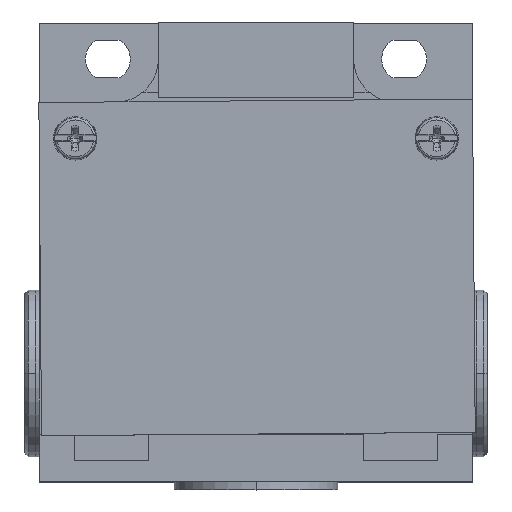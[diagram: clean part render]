
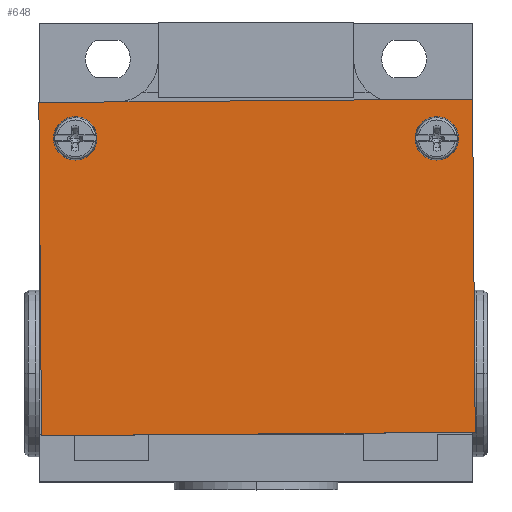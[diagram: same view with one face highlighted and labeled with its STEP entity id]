
A CAD part, top view. The second image highlights one B-rep face of the part: STEP entity #648.
In plain terms, the highlighted planar face has unit normal (0, 0, 1).
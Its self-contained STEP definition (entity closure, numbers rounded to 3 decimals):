
#648=ADVANCED_FACE('',(#1898,#1899,#1900),#1901,.T.);
#1898=FACE_OUTER_BOUND('',#3398,.T.);
#1899=FACE_BOUND('',#3399,.T.);
#1900=FACE_BOUND('',#3400,.T.);
#1901=PLANE('',#3401);
#3398=EDGE_LOOP('',(#8058,#8059,#8060,#8061));
#3399=EDGE_LOOP('',(#8062,#8063));
#3400=EDGE_LOOP('',(#8064,#8065));
#3401=AXIS2_PLACEMENT_3D('',#8066,#8067,#8068);
#8058=ORIENTED_EDGE('',*,*,#10316,.T.);
#8059=ORIENTED_EDGE('',*,*,#10314,.T.);
#8060=ORIENTED_EDGE('',*,*,#10312,.T.);
#8061=ORIENTED_EDGE('',*,*,#10310,.T.);
#8062=ORIENTED_EDGE('',*,*,#10317,.F.);
#8063=ORIENTED_EDGE('',*,*,#10318,.F.);
#8064=ORIENTED_EDGE('',*,*,#10319,.F.);
#8065=ORIENTED_EDGE('',*,*,#10320,.F.);
#8066=CARTESIAN_POINT('',(0.327,-25.149,27.8));
#8067=DIRECTION('',(0.0,-0.0,1.0));
#8068=DIRECTION('',(1.,0.008,0.0));
#10310=EDGE_CURVE('',#12930,#12928,#12931,.T.);
#10312=EDGE_CURVE('',#12933,#12930,#12934,.T.);
#10314=EDGE_CURVE('',#12936,#12933,#12937,.T.);
#10316=EDGE_CURVE('',#12928,#12936,#12939,.T.);
#10317=EDGE_CURVE('',#12940,#12941,#12942,.T.);
#10318=EDGE_CURVE('',#12941,#12940,#12943,.T.);
#10319=EDGE_CURVE('',#12944,#12945,#12946,.T.);
#10320=EDGE_CURVE('',#12945,#12944,#12947,.T.);
#12928=VERTEX_POINT('',#17011);
#12930=VERTEX_POINT('',#17014);
#12931=LINE('',#17015,#17016);
#12933=VERTEX_POINT('',#17019);
#12934=LINE('',#17020,#17021);
#12936=VERTEX_POINT('',#17024);
#12937=LINE('',#17025,#17026);
#12939=LINE('',#17029,#17030);
#12940=VERTEX_POINT('',#17031);
#12941=VERTEX_POINT('',#17032);
#12942=CIRCLE('',#17033,1.6);
#12943=CIRCLE('',#17034,1.6);
#12944=VERTEX_POINT('',#17035);
#12945=VERTEX_POINT('',#17036);
#12946=CIRCLE('',#17037,1.6);
#12947=CIRCLE('',#17038,1.6);
#17011=CARTESIAN_POINT('',(-29.672,-25.389,27.8));
#17014=CARTESIAN_POINT('',(-30.041,20.71,27.8));
#17015=CARTESIAN_POINT('',(-30.041,20.71,27.8));
#17016=VECTOR('',#20120,46.1);
#17019=CARTESIAN_POINT('',(29.957,21.19,27.8));
#17020=CARTESIAN_POINT('',(29.957,21.19,27.8));
#17021=VECTOR('',#20122,60.0);
#17024=CARTESIAN_POINT('',(30.326,-24.909,27.8));
#17025=CARTESIAN_POINT('',(30.326,-24.909,27.8));
#17026=VECTOR('',#20124,46.1);
#17029=CARTESIAN_POINT('',(-29.672,-25.389,27.8));
#17030=VECTOR('',#20126,60.0);
#17031=CARTESIAN_POINT('',(23.401,15.737,27.8));
#17032=CARTESIAN_POINT('',(26.601,15.763,27.8));
#17033=AXIS2_PLACEMENT_3D('',#20127,#20128,#20129);
#17034=AXIS2_PLACEMENT_3D('',#20130,#20131,#20132);
#17035=CARTESIAN_POINT('',(-26.601,15.737,27.8));
#17036=CARTESIAN_POINT('',(-23.401,15.763,27.8));
#17037=AXIS2_PLACEMENT_3D('',#20133,#20134,#20135);
#17038=AXIS2_PLACEMENT_3D('',#20136,#20137,#20138);
#20120=DIRECTION('',(0.008,-1.,0.0));
#20122=DIRECTION('',(-1.,-0.008,0.0));
#20124=DIRECTION('',(-0.008,1.,0.0));
#20126=DIRECTION('',(1.,0.008,0.0));
#20127=CARTESIAN_POINT('',(25.001,15.75,27.8));
#20128=DIRECTION('',(0.0,0.0,1.0));
#20129=DIRECTION('',(-1.,-0.008,0.0));
#20130=CARTESIAN_POINT('',(25.001,15.75,27.8));
#20131=DIRECTION('',(0.0,-0.0,1.0));
#20132=DIRECTION('',(1.,0.008,0.0));
#20133=CARTESIAN_POINT('',(-25.001,15.75,27.8));
#20134=DIRECTION('',(0.0,0.0,1.0));
#20135=DIRECTION('',(-1.,-0.008,0.0));
#20136=CARTESIAN_POINT('',(-25.001,15.75,27.8));
#20137=DIRECTION('',(0.0,-0.0,1.0));
#20138=DIRECTION('',(1.,0.008,0.0));
